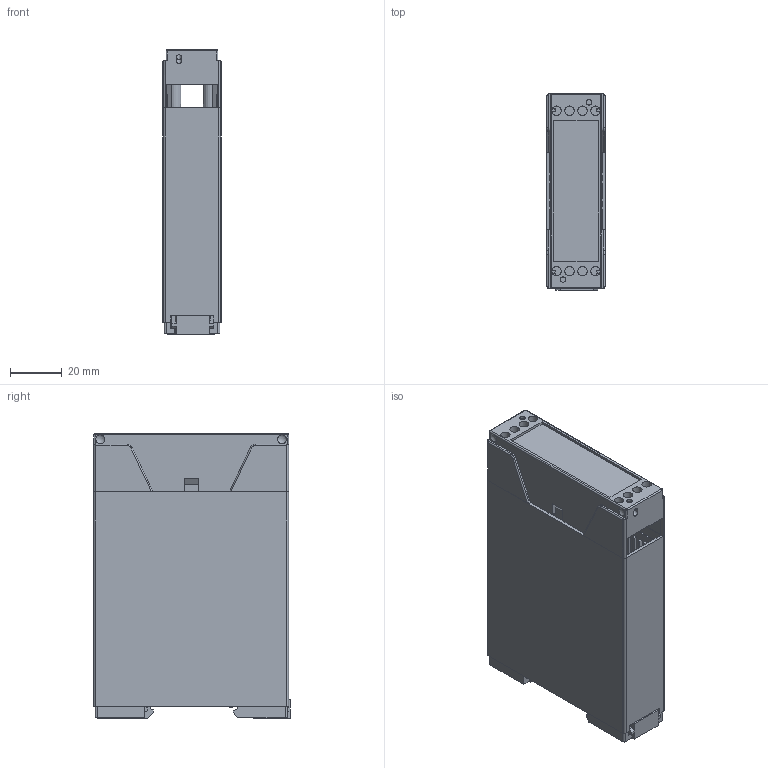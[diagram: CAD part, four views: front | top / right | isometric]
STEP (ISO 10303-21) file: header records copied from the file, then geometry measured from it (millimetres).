
FILE_DESCRIPTION((''),'2;1');
FILE_NAME('65002210_CN 22 AK.stp','2010-05-28T10:39:29',('kotzmaier'),(''),'Autodesk Inventor 2010','Autodesk Inventor 2010','');
FILE_SCHEMA(('CONFIG_CONTROL_DESIGN'));
Length unit declared in the file: millimetre
Products named in the file (4): CN 22 AK; Geh cn 22_1003691_3Dsym; Deckel cn(s) 22 AK_1003699_3Dsym; Riegel_1007508_3Dsym
Assembly tree (3 placements, depth 2):
  CN 22 AK
    Geh cn 22_1003691_3Dsym
    Deckel cn(s) 22 AK_1003699_3Dsym
    Riegel_1007508_3Dsym
Bounding box: 22.5 x 75.63 x 109.7 mm (x, y, z)
Volume: 49534.8 mm3; surface area: 59581.8 mm2
Topology: 3 solids, 3 shells, 788 faces, 2244 edges, 1477 vertices
Faces by surface type: plane 605, cylinder 119, cone 52, sphere 8, torus 4
Full cylindrical faces by diameter (mm): 2.1 x2, 3.6 x8
Entity records: 25457 total; most frequent: CARTESIAN_POINT 4672, ORIENTED_EDGE 4428, DIRECTION 4101, EDGE_CURVE 2214, VECTOR 1821, LINE 1821, VERTEX_POINT 1477, AXIS2_PLACEMENT_3D 1140
